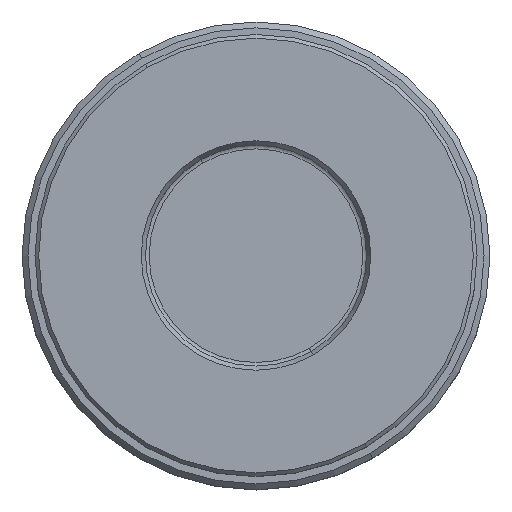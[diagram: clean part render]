
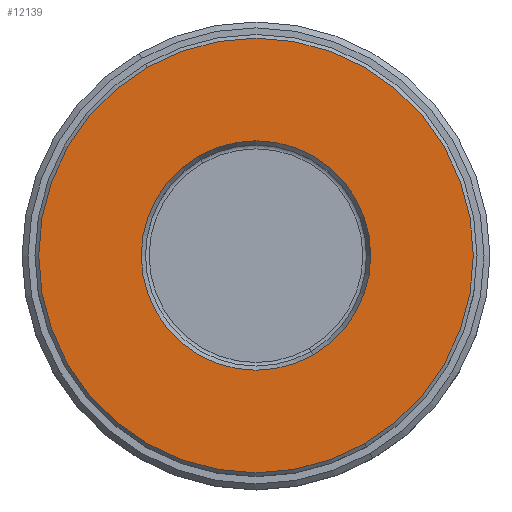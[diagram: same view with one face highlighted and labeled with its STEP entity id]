
A CAD part, top view. The second image highlights one B-rep face of the part: STEP entity #12139.
In plain terms, the highlighted planar face has unit normal (0, 0, 1).
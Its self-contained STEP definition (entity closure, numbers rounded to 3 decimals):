
#224=CARTESIAN_POINT('',(0.,0.,50.));
#225=DIRECTION('',(0.,0.,1.));
#226=DIRECTION('',(-0.5,0.866,0.));
#227=AXIS2_PLACEMENT_3D('',#224,#225,#226);
#232=CARTESIAN_POINT('',(0.,0.,50.));
#233=DIRECTION('',(0.,0.,-1.));
#234=DIRECTION('',(-0.5,0.866,0.));
#235=AXIS2_PLACEMENT_3D('',#232,#233,#234);
#254=CARTESIAN_POINT('',(0.,0.,50.));
#255=DIRECTION('',(0.,0.,-1.));
#256=DIRECTION('',(-0.5,0.866,0.));
#257=AXIS2_PLACEMENT_3D('',#254,#255,#256);
#262=CARTESIAN_POINT('',(0.,0.,50.));
#263=DIRECTION('',(0.,0.,1.));
#264=DIRECTION('',(-0.5,0.866,0.));
#265=AXIS2_PLACEMENT_3D('',#262,#263,#264);
#11796=CARTESIAN_POINT('',(-7.789,13.49,50.));
#11797=VERTEX_POINT('',#11796);
#11798=CARTESIAN_POINT('',(-14.75,25.548,50.));
#11800=VERTEX_POINT('',#11798);
#11852=CARTESIAN_POINT('',(7.789,-13.49,50.));
#11853=VERTEX_POINT('',#11852);
#11854=CARTESIAN_POINT('',(14.75,-25.548,50.));
#11856=VERTEX_POINT('',#11854);
#12124=CARTESIAN_POINT('',(0.,0.,50.));
#12125=DIRECTION('',(0.,0.,1.));
#12126=DIRECTION('',(0.5,-0.866,0.));
#12127=AXIS2_PLACEMENT_3D('',#12124,#12125,#12126);
#12128=PLANE('',#12127);
#12130=ORIENTED_EDGE('',*,*,#12129,.T.);
#12132=ORIENTED_EDGE('',*,*,#12131,.F.);
#12133=EDGE_LOOP('',(#12130,#12132));
#12134=FACE_OUTER_BOUND('',#12133,.F.);
#12135=ORIENTED_EDGE('',*,*,#12106,.T.);
#12136=ORIENTED_EDGE('',*,*,#12117,.F.);
#12137=EDGE_LOOP('',(#12135,#12136));
#12138=FACE_BOUND('',#12137,.F.);
#12139=ADVANCED_FACE('',(#12134,#12138),#12128,.T.);
#228=CIRCLE('',#227,15.577);
#236=CIRCLE('',#235,15.577);
#258=CIRCLE('',#257,29.5);
#266=CIRCLE('',#265,29.5);
#12106=EDGE_CURVE('',#11797,#11853,#228,.T.);
#12117=EDGE_CURVE('',#11797,#11853,#236,.T.);
#12129=EDGE_CURVE('',#11800,#11856,#258,.T.);
#12131=EDGE_CURVE('',#11800,#11856,#266,.T.);
